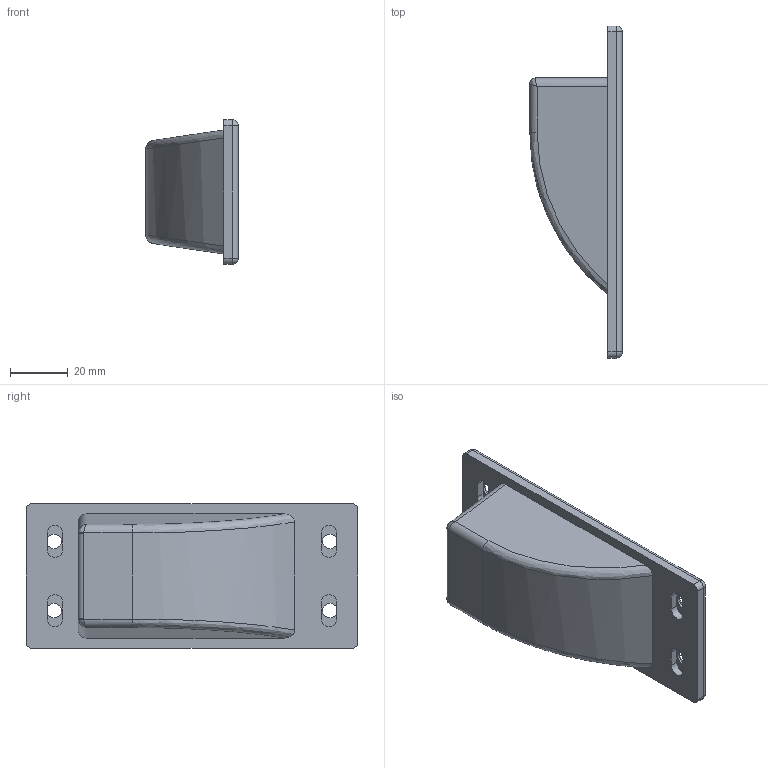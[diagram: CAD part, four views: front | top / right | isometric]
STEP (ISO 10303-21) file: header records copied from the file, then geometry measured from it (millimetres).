
FILE_DESCRIPTION (( 'STEP AP203' ), '1' );
FILE_NAME ('FA-840S-1.STEP', '2016-07-27T01:00:35', ( '' ), ( '' ), 'SwSTEP 2.0', 'SolidWorks 2014', '' );
FILE_SCHEMA (( 'CONFIG_CONTROL_DESIGN' ));
Length unit declared in the file: millimetre
Products named in the file (3): FA-840S-1; FA-840S-1_アジャストプレート; FA-840S-1_受本体
Assembly tree (3 placements, depth 2):
  FA-840S-1
    FA-840S-1_受本体
    FA-840S-1_アジャストプレート  x2
Bounding box: 32 x 115 x 50 mm (x, y, z)
Volume: 36973.1 mm3; surface area: 24454.5 mm2
Topology: 3 solids, 3 shells, 139 faces, 351 edges, 212 vertices
Faces by surface type: cylinder 61, plane 50, bspline 12, cone 8, sphere 6, torus 2
Entity records: 4404 total; most frequent: CARTESIAN_POINT 1243, ORIENTED_EDGE 598, DIRECTION 597, EDGE_CURVE 299, AXIS2_PLACEMENT_3D 220, VERTEX_POINT 184, LINE 157, VECTOR 157
